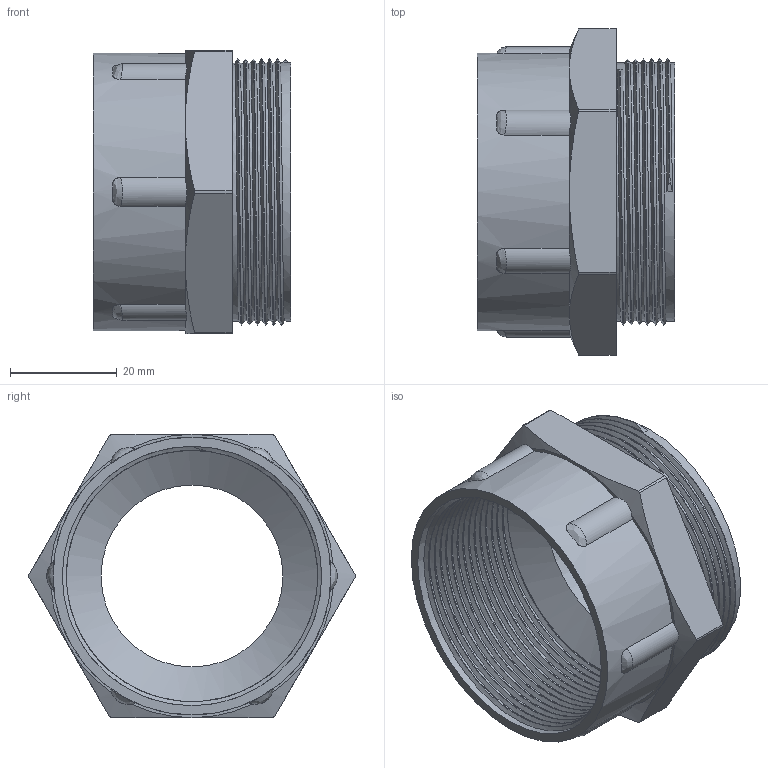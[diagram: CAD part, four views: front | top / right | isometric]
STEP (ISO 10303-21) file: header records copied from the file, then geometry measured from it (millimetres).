
FILE_DESCRIPTION(/* description */ ('Adapter sechskant M 50x1,5 / PG 36'),/* implementation_level */ '2;1');
FILE_NAME(/* name */ '11075036-RST.stp',/* time_stamp */ '2021-08-11T07:44:25+02:00',/* author */ ('sl'),/* organization */ (''),/* preprocessor_version */ 'ST-DEVELOPER v16.5',/* originating_system */ 'Autodesk Inventor 2017',/* authorisation */ '');
FILE_SCHEMA (('AUTOMOTIVE_DESIGN { 1 0 10303 214 3 1 1 }'));
Length unit declared in the file: millimetre
Products named in the file (1): 11075036
Bounding box: 37 x 60.95 x 53 mm (x, y, z)
Volume: 20174.2 mm3; surface area: 16582.2 mm2
Topology: 1 solids, 1 shells, 79 faces, 236 edges, 158 vertices
Faces by surface type: cylinder 35, plane 26, bspline 10, cone 7, torus 1
Full cylindrical faces by diameter (mm): 34 x1, 41.62 x1, 48.258 x6, 48.522 x14, 51.95 x1
Entity records: 6628 total; most frequent: CARTESIAN_POINT 5146, ORIENTED_EDGE 326, DIRECTION 271, EDGE_CURVE 163, VERTEX_POINT 115, AXIS2_PLACEMENT_3D 113, EDGE_LOOP 72, CIRCLE 62
